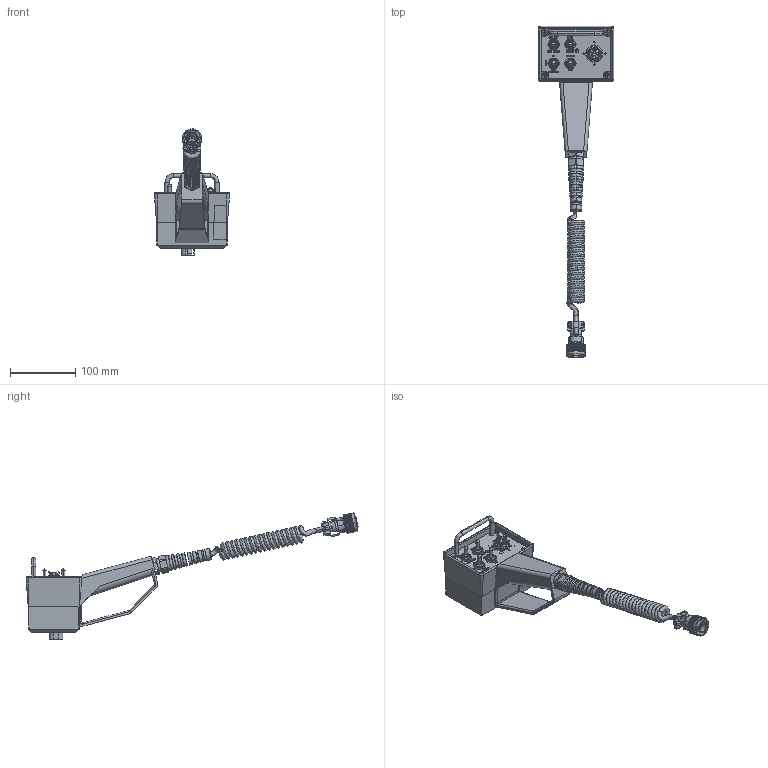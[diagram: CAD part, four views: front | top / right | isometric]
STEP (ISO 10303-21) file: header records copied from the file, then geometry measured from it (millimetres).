
FILE_DESCRIPTION((''),'2;1');
FILE_NAME('C46788_SW0001','2016-06-03T',('mhart'),(''),'CREO PARAMETRIC BY PTC INC, 2015290','CREO PARAMETRIC BY PTC INC, 2015290','');
FILE_SCHEMA(('CONFIG_CONTROL_DESIGN'));
Products named in the file (1): C46788_SW0001
Bounding box: 115 x 507.04 x 193.12 mm (x, y, z)
Surface area: 146200 mm2 (no closed solid volume)
Topology: 0 solids, 195 shells, 532 faces, 6377 edges, 5905 vertices
Faces by surface type: plane 271, cone 109, cylinder 80, bspline 35, torus 19, sphere 18
Entity records: 69652 total; most frequent: CARTESIAN_POINT 25477, DIRECTION 7667, ORIENTED_EDGE 7133, EDGE_CURVE 6367, VERTEX_POINT 5905, VECTOR 5061, LINE 5061, AXIS2_PLACEMENT_3D 1303
